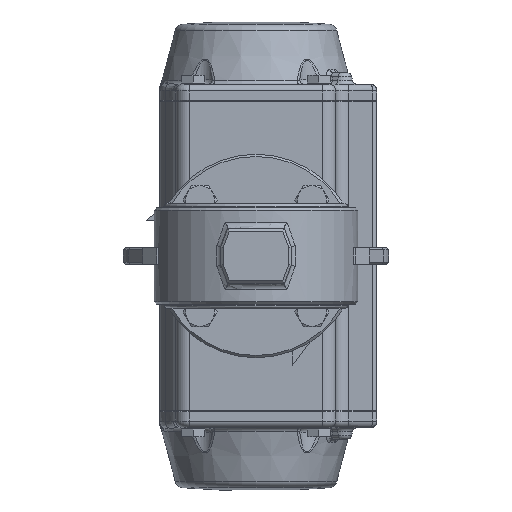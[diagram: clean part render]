
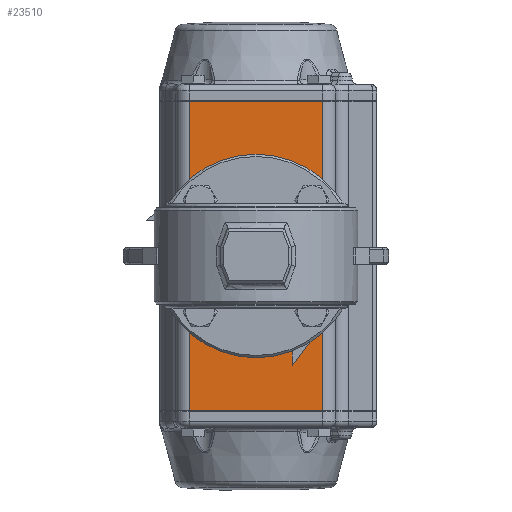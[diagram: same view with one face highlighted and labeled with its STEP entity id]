
A CAD part, front view. The second image highlights one B-rep face of the part: STEP entity #23510.
In plain terms, the highlighted planar face has unit normal (0, -1, 0).
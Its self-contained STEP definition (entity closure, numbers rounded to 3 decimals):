
#1161=CIRCLE('',#25288,16.5);
#1163=CIRCLE('',#25292,2.5);
#1165=CIRCLE('',#25296,2.5);
#1167=CIRCLE('',#25300,2.5);
#1169=CIRCLE('',#25304,2.5);
#1171=CIRCLE('',#25308,3.4);
#1173=CIRCLE('',#25312,3.4);
#1175=CIRCLE('',#25316,3.4);
#1177=CIRCLE('',#25320,3.4);
#7912=ORIENTED_EDGE('',*,*,#11369,.F.);
#7913=ORIENTED_EDGE('',*,*,#11437,.F.);
#7914=ORIENTED_EDGE('',*,*,#11385,.T.);
#7915=ORIENTED_EDGE('',*,*,#11438,.T.);
#7916=ORIENTED_EDGE('',*,*,#11011,.F.);
#7917=ORIENTED_EDGE('',*,*,#11009,.F.);
#7918=ORIENTED_EDGE('',*,*,#11007,.F.);
#7919=ORIENTED_EDGE('',*,*,#11005,.F.);
#7920=ORIENTED_EDGE('',*,*,#11003,.F.);
#7921=ORIENTED_EDGE('',*,*,#11001,.F.);
#7922=ORIENTED_EDGE('',*,*,#10999,.F.);
#7923=ORIENTED_EDGE('',*,*,#10997,.F.);
#7924=ORIENTED_EDGE('',*,*,#10995,.T.);
#10995=EDGE_CURVE('',#13306,#13306,#1161,.T.);
#10997=EDGE_CURVE('',#13309,#13309,#1163,.T.);
#10999=EDGE_CURVE('',#13312,#13312,#1165,.T.);
#11001=EDGE_CURVE('',#13315,#13315,#1167,.T.);
#11003=EDGE_CURVE('',#13318,#13318,#1169,.T.);
#11005=EDGE_CURVE('',#13321,#13321,#1171,.T.);
#11007=EDGE_CURVE('',#13324,#13324,#1173,.T.);
#11009=EDGE_CURVE('',#13327,#13327,#1175,.T.);
#11011=EDGE_CURVE('',#13330,#13330,#1177,.T.);
#11369=EDGE_CURVE('',#13563,#13564,#14919,.T.);
#11385=EDGE_CURVE('',#13580,#13579,#14926,.T.);
#11437=EDGE_CURVE('',#13580,#13563,#14955,.T.);
#11438=EDGE_CURVE('',#13579,#13564,#14956,.T.);
#13306=VERTEX_POINT('',#45926);
#13309=VERTEX_POINT('',#45933);
#13312=VERTEX_POINT('',#45940);
#13315=VERTEX_POINT('',#45947);
#13318=VERTEX_POINT('',#45954);
#13321=VERTEX_POINT('',#45961);
#13324=VERTEX_POINT('',#45968);
#13327=VERTEX_POINT('',#45975);
#13330=VERTEX_POINT('',#45982);
#13563=VERTEX_POINT('',#48644);
#13564=VERTEX_POINT('',#48646);
#13579=VERTEX_POINT('',#48677);
#13580=VERTEX_POINT('',#48679);
#14919=LINE('',#48645,#16258);
#14926=LINE('',#48678,#16265);
#14955=LINE('',#48780,#16294);
#14956=LINE('',#48782,#16295);
#16258=VECTOR('',#30822,1000.);
#16265=VECTOR('',#30849,1000.);
#16294=VECTOR('',#30950,1000.);
#16295=VECTOR('',#30953,1000.);
#17792=EDGE_LOOP('',(#7912,#7913,#7914,#7915));
#17793=EDGE_LOOP('',(#7916));
#17794=EDGE_LOOP('',(#7917));
#17795=EDGE_LOOP('',(#7918));
#17796=EDGE_LOOP('',(#7919));
#17797=EDGE_LOOP('',(#7920));
#17798=EDGE_LOOP('',(#7921));
#17799=EDGE_LOOP('',(#7922));
#17800=EDGE_LOOP('',(#7923));
#17801=EDGE_LOOP('',(#7924));
#19364=FACE_BOUND('',#17792,.T.);
#19365=FACE_BOUND('',#17793,.T.);
#19366=FACE_BOUND('',#17794,.T.);
#19367=FACE_BOUND('',#17795,.T.);
#19368=FACE_BOUND('',#17796,.T.);
#19369=FACE_BOUND('',#17797,.T.);
#19370=FACE_BOUND('',#17798,.T.);
#19371=FACE_BOUND('',#17799,.T.);
#19372=FACE_BOUND('',#17800,.T.);
#19373=FACE_BOUND('',#17801,.T.);
#19986=PLANE('',#25672);
#23510=ADVANCED_FACE('',(#19364,#19365,#19366,#19367,#19368,#19369,#19370,
#19371,#19372,#19373),#19986,.T.);
#25288=AXIS2_PLACEMENT_3D('',#45925,#30028,#30029);
#25292=AXIS2_PLACEMENT_3D('',#45932,#30036,#30037);
#25296=AXIS2_PLACEMENT_3D('',#45939,#30044,#30045);
#25300=AXIS2_PLACEMENT_3D('',#45946,#30052,#30053);
#25304=AXIS2_PLACEMENT_3D('',#45953,#30060,#30061);
#25308=AXIS2_PLACEMENT_3D('',#45960,#30068,#30069);
#25312=AXIS2_PLACEMENT_3D('',#45967,#30076,#30077);
#25316=AXIS2_PLACEMENT_3D('',#45974,#30084,#30085);
#25320=AXIS2_PLACEMENT_3D('',#45981,#30092,#30093);
#25672=AXIS2_PLACEMENT_3D('',#48781,#30951,#30952);
#30028=DIRECTION('',(0.,1.,0.));
#30029=DIRECTION('',(0.,0.,-1.));
#30036=DIRECTION('',(0.,-1.,0.));
#30037=DIRECTION('',(0.,0.,-1.));
#30044=DIRECTION('',(0.,-1.,0.));
#30045=DIRECTION('',(0.,0.,-1.));
#30052=DIRECTION('',(0.,-1.,0.));
#30053=DIRECTION('',(0.,0.,-1.));
#30060=DIRECTION('',(0.,-1.,0.));
#30061=DIRECTION('',(0.,0.,-1.));
#30068=DIRECTION('',(0.,-1.,0.));
#30069=DIRECTION('',(0.,0.,-1.));
#30076=DIRECTION('',(0.,-1.,0.));
#30077=DIRECTION('',(0.,0.,-1.));
#30084=DIRECTION('',(0.,-1.,0.));
#30085=DIRECTION('',(0.,0.,-1.));
#30092=DIRECTION('',(0.,-1.,0.));
#30093=DIRECTION('',(0.,0.,-1.));
#30822=DIRECTION('',(-1.,0.,0.));
#30849=DIRECTION('',(-1.,0.,0.));
#30950=DIRECTION('',(0.,0.,-1.));
#30951=DIRECTION('',(0.,-1.,0.));
#30952=DIRECTION('',(0.,0.,-1.));
#30953=DIRECTION('',(0.,0.,-1.));
#45925=CARTESIAN_POINT('',(0.,-51.5,0.));
#45926=CARTESIAN_POINT('',(0.,-51.5,-16.5));
#45932=CARTESIAN_POINT('',(-17.678,-51.5,-17.678));
#45933=CARTESIAN_POINT('',(-17.678,-51.5,-20.178));
#45939=CARTESIAN_POINT('',(17.678,-51.5,-17.678));
#45940=CARTESIAN_POINT('',(17.678,-51.5,-20.178));
#45946=CARTESIAN_POINT('',(17.678,-51.5,17.678));
#45947=CARTESIAN_POINT('',(17.678,-51.5,15.178));
#45953=CARTESIAN_POINT('',(-17.678,-51.5,17.678));
#45954=CARTESIAN_POINT('',(-17.678,-51.5,15.178));
#45960=CARTESIAN_POINT('',(-24.749,-51.5,-24.749));
#45961=CARTESIAN_POINT('',(-24.749,-51.5,-28.149));
#45967=CARTESIAN_POINT('',(24.749,-51.5,-24.749));
#45968=CARTESIAN_POINT('',(24.749,-51.5,-28.149));
#45974=CARTESIAN_POINT('',(24.749,-51.5,24.749));
#45975=CARTESIAN_POINT('',(24.749,-51.5,21.349));
#45981=CARTESIAN_POINT('',(-24.749,-51.5,24.749));
#45982=CARTESIAN_POINT('',(-24.749,-51.5,21.349));
#48644=CARTESIAN_POINT('',(29.474,-51.5,-68.5));
#48645=CARTESIAN_POINT('',(29.474,-51.5,-68.5));
#48646=CARTESIAN_POINT('',(-29.474,-51.5,-68.5));
#48677=CARTESIAN_POINT('',(-29.474,-51.5,68.5));
#48678=CARTESIAN_POINT('',(29.474,-51.5,68.5));
#48679=CARTESIAN_POINT('',(29.474,-51.5,68.5));
#48780=CARTESIAN_POINT('',(29.474,-51.5,68.5));
#48781=CARTESIAN_POINT('',(29.474,-51.5,68.5));
#48782=CARTESIAN_POINT('',(-29.474,-51.5,68.5));
